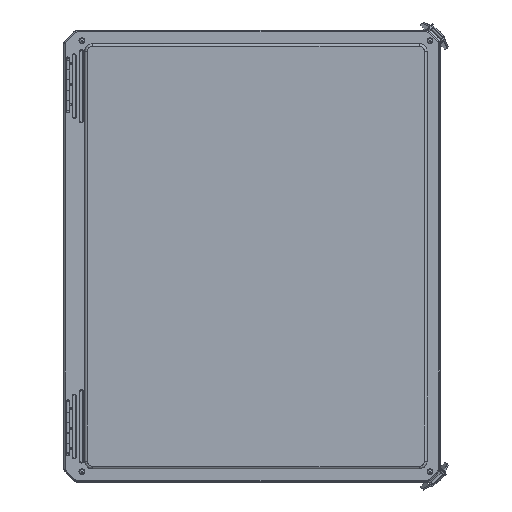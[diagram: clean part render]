
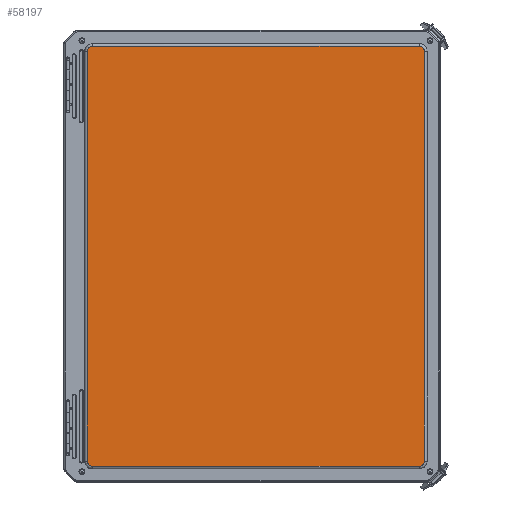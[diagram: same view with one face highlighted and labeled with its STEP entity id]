
A CAD part, top view. The second image highlights one B-rep face of the part: STEP entity #58197.
In plain terms, the highlighted planar face has unit normal (0, 0, 1).
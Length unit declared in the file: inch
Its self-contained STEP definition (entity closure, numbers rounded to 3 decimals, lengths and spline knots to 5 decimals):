
#47 = CARTESIAN_POINT ( 'NONE',  ( 7.92041, -10.1465, 10.33783 ) ) ;
#726 = DIRECTION ( 'NONE',  ( -1., 0., 0. ) ) ;
#1972 = B_SPLINE_CURVE_WITH_KNOTS ( 'NONE', 3,
 ( #20497, #5697, #49488, #26999, #56852, #71938, #79340 ),
 .UNSPECIFIED., .F., .F.,
 ( 4, 1, 1, 1, 4 ),
 ( 0., 0.28571, 0.57143, 0.85714, 1. ),
 .UNSPECIFIED. ) ;
#2841 = CARTESIAN_POINT ( 'NONE',  ( -8.12662, -0.0167, 10.33783 ) ) ;
#4045 = CARTESIAN_POINT ( 'NONE',  ( 8.12671, 9.93794, 10.33783 ) ) ;
#4362 = CARTESIAN_POINT ( 'NONE',  ( 7.88302, 10.1131, 10.33783 ) ) ;
#4987 = CARTESIAN_POINT ( 'NONE',  ( 7.92041, 10.1131, 10.33783 ) ) ;
#5503 = VERTEX_POINT ( 'NONE', #6515 ) ;
#5697 = CARTESIAN_POINT ( 'NONE',  ( -7.91406, -10.1465, 10.33783 ) ) ;
#6515 = CARTESIAN_POINT ( 'NONE',  ( -8.12662, -9.89654, 10.33783 ) ) ;
#7650 = CARTESIAN_POINT ( 'NONE',  ( -8.12662, 9.90054, 10.33783 ) ) ;
#8530 = EDGE_CURVE ( 'NONE', #63784, #93740, #82613, .T. ) ;
#10399 = CARTESIAN_POINT ( 'NONE',  ( -8.12662, 9.86314, 10.33783 ) ) ;
#10649 = CARTESIAN_POINT ( 'NONE',  ( -7.87666, 10.1131, 10.33783 ) ) ;
#11368 = EDGE_CURVE ( 'NONE', #31403, #19953, #46775, .T. ) ;
#12162 = VERTEX_POINT ( 'NONE', #80957 ) ;
#15262 = VECTOR ( 'NONE', #726, 39.37008 ) ;
#15603 = CARTESIAN_POINT ( 'NONE',  ( 7.88302, -10.1465, 10.33783 ) ) ;
#18893 = CARTESIAN_POINT ( 'NONE',  ( 8.13298, 9.88184, 10.33783 ) ) ;
#19818 = CARTESIAN_POINT ( 'NONE',  ( 8.13298, 9.86314, 10.33783 ) ) ;
#19953 = VERTEX_POINT ( 'NONE', #10649 ) ;
#19993 = CARTESIAN_POINT ( 'NONE',  ( 8.13298, 9.86314, 10.33783 ) ) ;
#20497 = CARTESIAN_POINT ( 'NONE',  ( -7.87666, -10.1465, 10.33783 ) ) ;
#21747 = VERTEX_POINT ( 'NONE', #58550 ) ;
#22943 = EDGE_CURVE ( 'NONE', #21747, #5503, #1972, .T. ) ;
#24880 = VERTEX_POINT ( 'NONE', #15603 ) ;
#26999 = CARTESIAN_POINT ( 'NONE',  ( -8.07878, -10.05771, 10.33783 ) ) ;
#27183 = ORIENTED_EDGE ( 'NONE', *, *, #11368, .F. ) ;
#28752 = FACE_OUTER_BOUND ( 'NONE', #89686, .T. ) ;
#31403 = VERTEX_POINT ( 'NONE', #10399 ) ;
#31989 = DIRECTION ( 'NONE',  ( 1., 0., 0. ) ) ;
#33273 = VECTOR ( 'NONE', #31989, 39.37008 ) ;
#33432 = DIRECTION ( 'NONE',  ( 0., 0., -1. ) ) ;
#33769 = AXIS2_PLACEMENT_3D ( 'NONE', #76447, #33432, #39866 ) ;
#36627 = CARTESIAN_POINT ( 'NONE',  ( -7.95146, 10.10683, 10.33783 ) ) ;
#37613 = EDGE_CURVE ( 'NONE', #19953, #63784, #37869, .T. ) ;
#37869 = LINE ( 'NONE', #61838, #33273 ) ;
#38996 = VECTOR ( 'NONE', #52089, 39.37008 ) ;
#39866 = DIRECTION ( 'NONE',  ( 0., 1., 0. ) ) ;
#44021 = CARTESIAN_POINT ( 'NONE',  ( -7.89536, 10.1131, 10.33783 ) ) ;
#44141 = CARTESIAN_POINT ( 'NONE',  ( 8.08514, -10.05771, 10.33783 ) ) ;
#44793 = CARTESIAN_POINT ( 'NONE',  ( 7.88302, -10.1465, 10.33783 ) ) ;
#46775 = B_SPLINE_CURVE_WITH_KNOTS ( 'NONE', 3,
 ( #80662, #7650, #51735, #58493, #36627, #44021, #95429 ),
 .UNSPECIFIED., .F., .F.,
 ( 4, 1, 1, 1, 4 ),
 ( 0., 0.28571, 0.57143, 0.85714, 1. ),
 .UNSPECIFIED. ) ;
#47289 = DIRECTION ( 'NONE',  ( 0., 1., 0. ) ) ;
#48458 = VECTOR ( 'NONE', #47289, 39.37008 ) ;
#49488 = CARTESIAN_POINT ( 'NONE',  ( -7.98883, -10.12944, 10.33783 ) ) ;
#51224 = CARTESIAN_POINT ( 'NONE',  ( 8.12671, -9.97134, 10.33783 ) ) ;
#51735 = CARTESIAN_POINT ( 'NONE',  ( -8.10956, 9.97531, 10.33783 ) ) ;
#51869 = CARTESIAN_POINT ( 'NONE',  ( 8.13298, -9.89654, 10.33783 ) ) ;
#52089 = DIRECTION ( 'NONE',  ( 0., -1., 0. ) ) ;
#55018 = LINE ( 'NONE', #79402, #38996 ) ;
#56852 = CARTESIAN_POINT ( 'NONE',  ( -8.12036, -9.97134, 10.33783 ) ) ;
#57049 = ORIENTED_EDGE ( 'NONE', *, *, #94280, .F. ) ;
#57821 = ORIENTED_EDGE ( 'NONE', *, *, #85633, .F. ) ;
#58197 = ADVANCED_FACE ( 'NONE', ( #28752 ), #70017, .F. ) ;
#58493 = CARTESIAN_POINT ( 'NONE',  ( -8.03783, 10.06526, 10.33783 ) ) ;
#58550 = CARTESIAN_POINT ( 'NONE',  ( -7.87666, -10.1465, 10.33783 ) ) ;
#60150 = LINE ( 'NONE', #73116, #15262 ) ;
#61101 = LINE ( 'NONE', #2841, #48458 ) ;
#61671 = EDGE_CURVE ( 'NONE', #12162, #24880, #92693, .T. ) ;
#61838 = CARTESIAN_POINT ( 'NONE',  ( 0.00318, 10.1131, 10.33783 ) ) ;
#63784 = VERTEX_POINT ( 'NONE', #70838 ) ;
#64201 = ORIENTED_EDGE ( 'NONE', *, *, #22943, .F. ) ;
#65817 = EDGE_CURVE ( 'NONE', #5503, #31403, #61101, .T. ) ;
#70017 = PLANE ( 'NONE',  #33769 ) ;
#70838 = CARTESIAN_POINT ( 'NONE',  ( 7.88302, 10.1131, 10.33783 ) ) ;
#71938 = CARTESIAN_POINT ( 'NONE',  ( -8.12662, -9.91524, 10.33783 ) ) ;
#73116 = CARTESIAN_POINT ( 'NONE',  ( 0.00318, -10.1465, 10.33783 ) ) ;
#73715 = CARTESIAN_POINT ( 'NONE',  ( 8.13298, -9.91524, 10.33783 ) ) ;
#74359 = CARTESIAN_POINT ( 'NONE',  ( 7.99518, -10.12944, 10.33783 ) ) ;
#76447 = CARTESIAN_POINT ( 'NONE',  ( 0.00318, -0.0167, 10.33783 ) ) ;
#77401 = CARTESIAN_POINT ( 'NONE',  ( 8.08514, 10.02431, 10.33783 ) ) ;
#79340 = CARTESIAN_POINT ( 'NONE',  ( -8.12662, -9.89654, 10.33783 ) ) ;
#79402 = CARTESIAN_POINT ( 'NONE',  ( 8.13298, -0.0167, 10.33783 ) ) ;
#80662 = CARTESIAN_POINT ( 'NONE',  ( -8.12662, 9.86314, 10.33783 ) ) ;
#80957 = CARTESIAN_POINT ( 'NONE',  ( 8.13298, -9.89654, 10.33783 ) ) ;
#82613 = B_SPLINE_CURVE_WITH_KNOTS ( 'NONE', 3,
 ( #4362, #4987, #85378, #77401, #4045, #18893, #19818 ),
 .UNSPECIFIED., .F., .F.,
 ( 4, 1, 1, 1, 4 ),
 ( 0., 0.28571, 0.57143, 0.85714, 1. ),
 .UNSPECIFIED. ) ;
#85307 = ORIENTED_EDGE ( 'NONE', *, *, #65817, .F. ) ;
#85378 = CARTESIAN_POINT ( 'NONE',  ( 7.99518, 10.09604, 10.33783 ) ) ;
#85633 = EDGE_CURVE ( 'NONE', #93740, #12162, #55018, .T. ) ;
#89686 = EDGE_LOOP ( 'NONE', ( #85307, #64201, #57049, #90028, #57821, #93185, #94927, #27183 ) ) ;
#90028 = ORIENTED_EDGE ( 'NONE', *, *, #61671, .F. ) ;
#92693 = B_SPLINE_CURVE_WITH_KNOTS ( 'NONE', 3,
 ( #51869, #73715, #51224, #44141, #74359, #47, #44793 ),
 .UNSPECIFIED., .F., .F.,
 ( 4, 1, 1, 1, 4 ),
 ( 0., 0.14286, 0.42857, 0.71429, 1. ),
 .UNSPECIFIED. ) ;
#93185 = ORIENTED_EDGE ( 'NONE', *, *, #8530, .F. ) ;
#93740 = VERTEX_POINT ( 'NONE', #19993 ) ;
#94280 = EDGE_CURVE ( 'NONE', #24880, #21747, #60150, .T. ) ;
#94927 = ORIENTED_EDGE ( 'NONE', *, *, #37613, .F. ) ;
#95429 = CARTESIAN_POINT ( 'NONE',  ( -7.87666, 10.1131, 10.33783 ) ) ;
